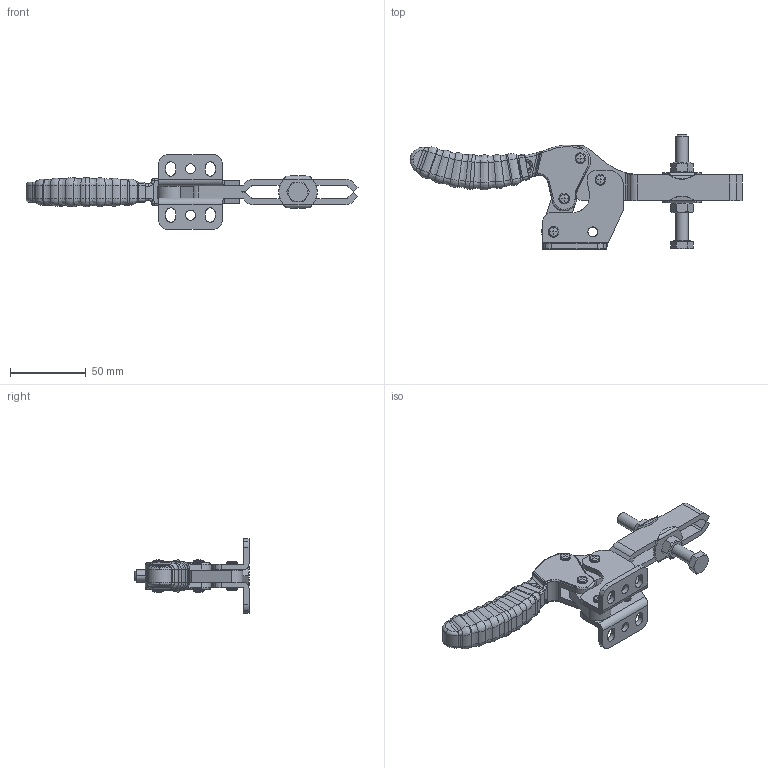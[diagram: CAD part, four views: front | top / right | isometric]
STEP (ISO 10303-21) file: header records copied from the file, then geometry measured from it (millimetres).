
FILE_DESCRIPTION(('CATIA V5 STEP Exchange'),'2;1');
FILE_NAME('HORIZONTALSPANNER_TS_H_255_UB_357874.stp','2018-08-16T11:58:09+00:00',('none'),('none'),'CATIA Version 5 Release 19 SP 9 (IN-10)','CATIA V5 STEP AP214','none');
FILE_SCHEMA(('AUTOMOTIVE_DESIGN { 1 0 10303 214 1 1 1 1 }'));
Length unit declared in the file: millimetre
Products named in the file (1): HORIZONTALSPANNER_TS_H_255_UB_357874
Bounding box: 219.25 x 75.3 x 49.45 mm (x, y, z)
Volume: 81502.6 mm3; surface area: 40070.4 mm2
Topology: 1 solids, 1 shells, 734 faces, 1867 edges, 1134 vertices
Faces by surface type: bspline 197, cylinder 196, plane 189, torus 110, sphere 24, cone 18
Entity records: 30854 total; most frequent: CARTESIAN_POINT 15463, ORIENTED_EDGE 3702, DIRECTION 2124, EDGE_CURVE 1851, VERTEX_POINT 1134, AXIS2_PLACEMENT_3D 997, EDGE_LOOP 779, ADVANCED_FACE 734
